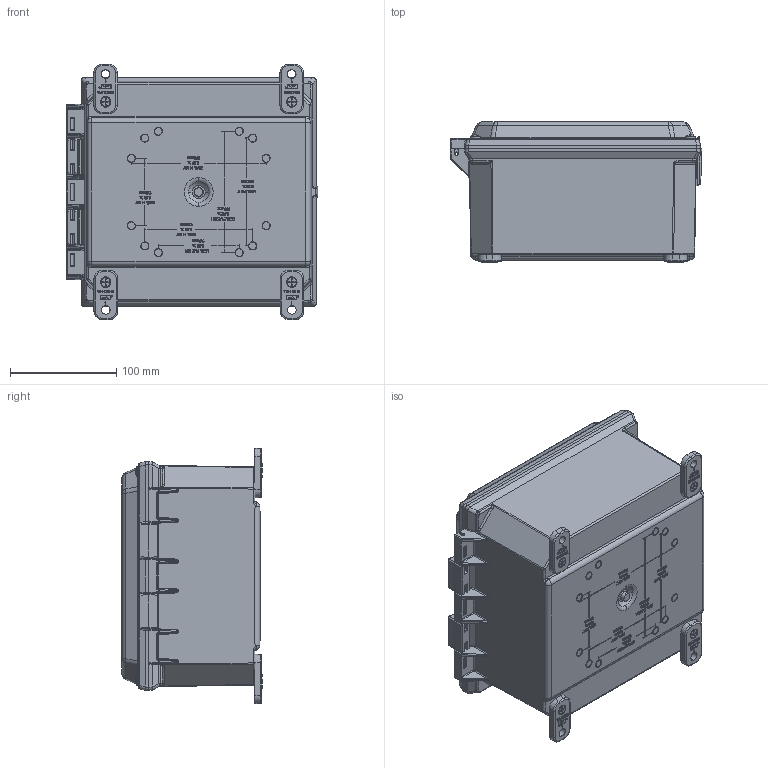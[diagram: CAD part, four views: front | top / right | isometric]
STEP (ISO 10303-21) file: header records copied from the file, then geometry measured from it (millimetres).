
FILE_DESCRIPTION (( 'STEP AP203' ), '1' );
FILE_NAME ('AMP884.step', '2014-09-30T12:18:37', ( '' ), ( '' ), 'SwSTEP 2.0', 'SolidWorks 2014', '' );
FILE_SCHEMA (( 'CONFIG_CONTROL_DESIGN' ));
Length unit declared in the file: inch
Products named in the file (11): AMP884; WP884BI12; WP884C_part; 55-103275316_PreviewCfg; 70-006ORING; 55-103212316; 2381001; 70-60884PC-1; WP884B_box; 55-1032516_PreviewCfg; 70-60250
Assembly tree (36 placements, depth 3):
  AMP884
    WP884BI12
      WP884B_box
      70-60250  x12
    WP884C_part
    55-103275316_PreviewCfg  x4
    70-006ORING  x4
    55-103212316  x4
    2381001  x4
    70-60884PC-1
    55-1032516_PreviewCfg  x4
Bounding box: 237.39 x 132.26 x 240.48 mm (x, y, z)
Volume: 909439 mm3; surface area: 496048.2 mm2
Topology: 35 solids, 35 shells, 5510 faces, 14149 edges, 9044 vertices
Faces by surface type: plane 2863, bspline 1173, cylinder 858, cone 350, torus 173, sphere 93
Entity records: 184719 total; most frequent: CARTESIAN_POINT 85021, ORIENTED_EDGE 22352, DIRECTION 16661, EDGE_CURVE 11176, VERTEX_POINT 7173, VECTOR 7159, LINE 7159, AXIS2_PLACEMENT_3D 4751
